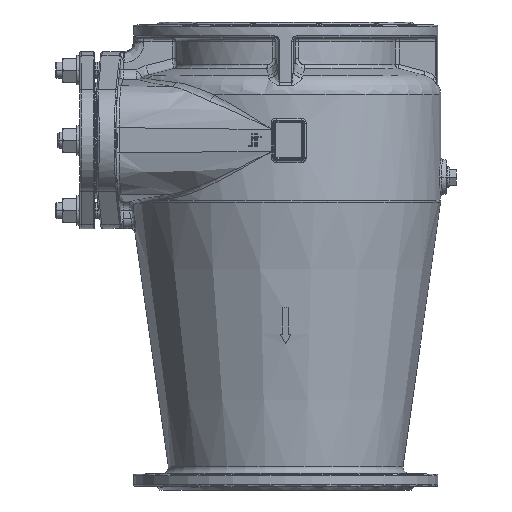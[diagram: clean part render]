
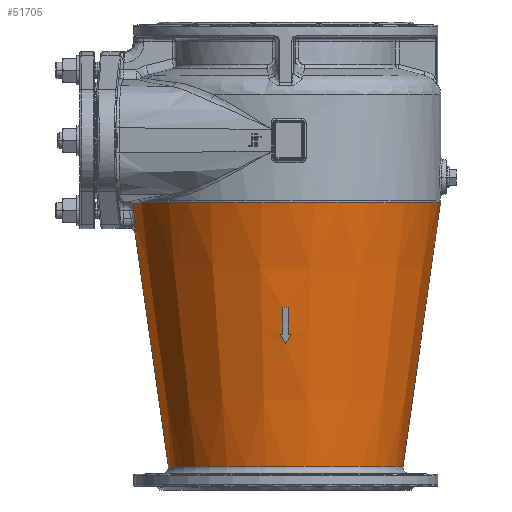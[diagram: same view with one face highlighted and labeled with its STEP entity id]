
A CAD part, front view. The second image highlights one B-rep face of the part: STEP entity #51705.
In plain terms, the highlighted conical face has half-angle 8.12 degrees and reference radius 203.62 mm.
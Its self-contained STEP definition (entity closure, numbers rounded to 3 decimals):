
#18375=DIRECTION('',(0.141,0.,0.99));
#18376=VECTOR('',#18375,397.583);
#18377=CARTESIAN_POINT('',(175.54,0.,
-487.205));
#18378=LINE('',#18377,#18376);
#18417=CARTESIAN_POINT('',(-225.415,0.,
-137.652));
#18423=DIRECTION('',(-0.141,0.,0.99));
#18424=VECTOR('',#18423,353.092);
#18425=CARTESIAN_POINT('',(-175.54,0.,
-487.205));
#18426=LINE('',#18425,#18424);
#18886=CARTESIAN_POINT('',(0.,0.,-487.205));
#18887=DIRECTION('',(0.,0.,1.));
#18888=DIRECTION('',(-1.,0.,0.));
#18889=AXIS2_PLACEMENT_3D('',#18886,#18887,#18888);
#18891=CARTESIAN_POINT('',(-224.918,-17.227,
-136.519));
#18892=CARTESIAN_POINT('',(-225.083,-14.36,
-136.898));
#18893=CARTESIAN_POINT('',(-225.332,-8.62,
-137.464));
#18894=CARTESIAN_POINT('',(-225.415,-2.874,
-137.652));
#18895=CARTESIAN_POINT('',(-225.415,0.,
-137.652));
#18897=CARTESIAN_POINT('',(-225.839,-35.088,
-115.691));
#18898=CARTESIAN_POINT('',(-225.59,-35.087,
-117.417));
#18899=CARTESIAN_POINT('',(-225.17,-34.686,
-120.758));
#18900=CARTESIAN_POINT('',(-224.744,-32.893,
-125.6));
#18901=CARTESIAN_POINT('',(-224.543,-30.052,
-129.783));
#18902=CARTESIAN_POINT('',(-224.529,-26.36,
-133.137));
#18903=CARTESIAN_POINT('',(-224.666,-21.954,
-135.505));
#18904=CARTESIAN_POINT('',(-224.824,-18.849,
-136.305));
#18905=CARTESIAN_POINT('',(-224.918,-17.227,
-136.519));
#18907=CARTESIAN_POINT('',(-227.406,-35.094,
-104.833));
#18908=CARTESIAN_POINT('',(-227.232,-35.093,
-106.038));
#18909=CARTESIAN_POINT('',(-226.884,-35.092,
-108.448));
#18910=CARTESIAN_POINT('',(-226.362,-35.09,
-112.068));
#18911=CARTESIAN_POINT('',(-226.013,-35.089,
-114.483));
#18912=CARTESIAN_POINT('',(-225.839,-35.088,
-115.691));
#18914=CARTESIAN_POINT('',(-227.245,-43.554,
-95.839));
#18915=CARTESIAN_POINT('',(-227.386,-42.796,
-95.868));
#18916=CARTESIAN_POINT('',(-227.622,-41.336,
-96.116));
#18917=CARTESIAN_POINT('',(-227.852,-39.254,
-97.063));
#18918=CARTESIAN_POINT('',(-227.938,-37.49,
-98.515));
#18919=CARTESIAN_POINT('',(-227.887,-36.135,
-100.377));
#18920=CARTESIAN_POINT('',(-227.706,-35.285,
-102.548));
#18921=CARTESIAN_POINT('',(-227.518,-35.095,
-104.054));
#18922=CARTESIAN_POINT('',(-227.406,-35.094,
-104.833));
#18924=CARTESIAN_POINT('',(-215.85,-84.222,
-93.608));
#18925=CARTESIAN_POINT('',(-218.351,-77.624,
-94.086));
#18926=CARTESIAN_POINT('',(-222.761,-64.212,
-94.943));
#18927=CARTESIAN_POINT('',(-225.955,-50.477,
-95.58));
#18928=CARTESIAN_POINT('',(-227.245,-43.554,
-95.839));
#18930=CARTESIAN_POINT('',(0.,0.,-93.608));
#18931=DIRECTION('',(0.,0.,1.));
#18932=DIRECTION('',(-0.932,-0.363,0.));
#18933=AXIS2_PLACEMENT_3D('',#18930,#18931,#18932);
#18935=CARTESIAN_POINT('',(0.,0.,-250.));
#18936=DIRECTION('',(0.,0.,1.));
#18937=DIRECTION('',(-0.019,-1.,0.));
#18938=AXIS2_PLACEMENT_3D('',#18935,#18936,#18937);
#18940=CARTESIAN_POINT('',(-4.,-203.638,-290.));
#18941=CARTESIAN_POINT('',(-4.,-204.588,-283.347));
#18942=CARTESIAN_POINT('',(-4.,-206.489,-270.028));
#18943=CARTESIAN_POINT('',(-4.,-208.393,-256.681));
#18944=CARTESIAN_POINT('',(-4.,-209.347,-250.));
#18946=CARTESIAN_POINT('',(0.,0.,-290.));
#18947=DIRECTION('',(0.,0.,1.));
#18948=DIRECTION('',(-0.039,-0.999,0.));
#18949=AXIS2_PLACEMENT_3D('',#18946,#18947,#18948);
#18951=CARTESIAN_POINT('',(-8.,-203.521,-290.));
#18952=CARTESIAN_POINT('',(-5.33,-202.965,
-294.624));
#18953=CARTESIAN_POINT('',(-2.664,-202.359,
-299.243));
#18954=CARTESIAN_POINT('',(0.,-201.701,
-303.856));
#18956=CARTESIAN_POINT('',(0.,-201.701,
-303.856));
#18957=CARTESIAN_POINT('',(2.664,-202.359,
-299.243));
#18958=CARTESIAN_POINT('',(5.33,-202.965,
-294.624));
#18959=CARTESIAN_POINT('',(8.,-203.521,-290.));
#18961=CARTESIAN_POINT('',(0.,0.,-290.));
#18962=DIRECTION('',(0.,0.,1.));
#18963=DIRECTION('',(0.02,-1.,0.));
#18964=AXIS2_PLACEMENT_3D('',#18961,#18962,#18963);
#18966=CARTESIAN_POINT('',(4.,-209.347,-250.));
#18967=CARTESIAN_POINT('',(4.,-208.393,-256.68));
#18968=CARTESIAN_POINT('',(4.,-206.489,-270.028));
#18969=CARTESIAN_POINT('',(4.,-204.588,-283.347));
#18970=CARTESIAN_POINT('',(4.,-203.638,-290.));
#23444=CARTESIAN_POINT('',(-4.,-209.347,-250.));
#23445=CARTESIAN_POINT('',(4.,-209.347,-250.));
#23446=VERTEX_POINT('',#23444);
#23447=VERTEX_POINT('',#23445);
#23448=VERTEX_POINT('',#18970);
#23449=CARTESIAN_POINT('',(8.,-203.521,-290.));
#23450=VERTEX_POINT('',#23449);
#23451=VERTEX_POINT('',#18956);
#23452=VERTEX_POINT('',#18951);
#23453=CARTESIAN_POINT('',(-4.,-203.638,-290.));
#23454=VERTEX_POINT('',#23453);
#25901=VERTEX_POINT('',#18417);
#25903=VERTEX_POINT('',#18891);
#25905=VERTEX_POINT('',#18897);
#25907=VERTEX_POINT('',#18907);
#25909=VERTEX_POINT('',#18914);
#25911=VERTEX_POINT('',#18924);
#25916=CARTESIAN_POINT('',(231.699,0.,
-93.608));
#25917=VERTEX_POINT('',#25916);
#26054=CARTESIAN_POINT('',(-175.54,0.,-487.205));
#26055=CARTESIAN_POINT('',(175.54,0.,
-487.205));
#26056=VERTEX_POINT('',#26054);
#26057=VERTEX_POINT('',#26055);
#51670=CARTESIAN_POINT('',(0.,0.,-290.406));
#51671=DIRECTION('',(0.,0.,1.));
#51672=DIRECTION('',(-1.,0.,0.));
#51673=AXIS2_PLACEMENT_3D('',#51670,#51671,#51672);
#51674=CONICAL_SURFACE('',#51673,203.62,8.12);
#51675=ORIENTED_EDGE('',*,*,#51664,.F.);
#51676=ORIENTED_EDGE('',*,*,#51502,.T.);
#51678=ORIENTED_EDGE('',*,*,#51677,.F.);
#51680=ORIENTED_EDGE('',*,*,#51679,.F.);
#51682=ORIENTED_EDGE('',*,*,#51681,.F.);
#51683=ORIENTED_EDGE('',*,*,#51391,.F.);
#51684=ORIENTED_EDGE('',*,*,#51422,.F.);
#51685=ORIENTED_EDGE('',*,*,#51477,.T.);
#51686=ORIENTED_EDGE('',*,*,#51491,.F.);
#51687=EDGE_LOOP('',(#51675,#51676,#51678,#51680,#51682,#51683,#51684,#51685,
#51686));
#51688=FACE_OUTER_BOUND('',#51687,.F.);
#51690=ORIENTED_EDGE('',*,*,#51689,.F.);
#51692=ORIENTED_EDGE('',*,*,#51691,.F.);
#51694=ORIENTED_EDGE('',*,*,#51693,.F.);
#51696=ORIENTED_EDGE('',*,*,#51695,.T.);
#51698=ORIENTED_EDGE('',*,*,#51697,.T.);
#51700=ORIENTED_EDGE('',*,*,#51699,.F.);
#51702=ORIENTED_EDGE('',*,*,#51701,.F.);
#51703=EDGE_LOOP('',(#51690,#51692,#51694,#51696,#51698,#51700,#51702));
#51704=FACE_BOUND('',#51703,.F.);
#18890=CIRCLE('',#18889,175.54);
#18896=B_SPLINE_CURVE_WITH_KNOTS('',3,(#18891,#18892,#18893,#18894,#18895),
.UNSPECIFIED.,.F.,.F.,(4,1,4),(0.,0.5,1.),.UNSPECIFIED.);
#18906=B_SPLINE_CURVE_WITH_KNOTS('',3,(#18897,#18898,#18899,#18900,#18901,
#18902,#18903,#18904,#18905),.UNSPECIFIED.,.F.,.F.,(4,1,1,1,1,1,4),(0.,
0.167,0.333,0.5,0.667,0.833,
1.),.UNSPECIFIED.);
#18913=B_SPLINE_CURVE_WITH_KNOTS('',3,(#18907,#18908,#18909,#18910,#18911,
#18912),.UNSPECIFIED.,.F.,.F.,(4,1,1,4),(0.,0.333,
0.667,1.),.UNSPECIFIED.);
#18923=B_SPLINE_CURVE_WITH_KNOTS('',3,(#18914,#18915,#18916,#18917,#18918,
#18919,#18920,#18921,#18922),.UNSPECIFIED.,.F.,.F.,(4,1,1,1,1,1,4),(0.,
0.167,0.333,0.5,0.667,0.833,
1.),.UNSPECIFIED.);
#18929=B_SPLINE_CURVE_WITH_KNOTS('',3,(#18924,#18925,#18926,#18927,#18928),
.UNSPECIFIED.,.F.,.F.,(4,1,4),(0.,0.5,1.),.UNSPECIFIED.);
#18934=CIRCLE('',#18933,231.699);
#18939=CIRCLE('',#18938,209.385);
#18945=B_SPLINE_CURVE_WITH_KNOTS('',3,(#18940,#18941,#18942,#18943,#18944),
.UNSPECIFIED.,.F.,.F.,(4,1,4),(0.,0.5,1.),.UNSPECIFIED.);
#18950=CIRCLE('',#18949,203.678);
#18955=B_SPLINE_CURVE_WITH_KNOTS('',3,(#18951,#18952,#18953,#18954),
.UNSPECIFIED.,.F.,.F.,(4,4),(0.,1.),.UNSPECIFIED.);
#18960=B_SPLINE_CURVE_WITH_KNOTS('',3,(#18956,#18957,#18958,#18959),
.UNSPECIFIED.,.F.,.F.,(4,4),(0.,1.),.UNSPECIFIED.);
#18965=CIRCLE('',#18964,203.678);
#18971=B_SPLINE_CURVE_WITH_KNOTS('',3,(#18966,#18967,#18968,#18969,#18970),
.UNSPECIFIED.,.F.,.F.,(4,1,4),(0.,0.5,1.),.UNSPECIFIED.);
#51391=EDGE_CURVE('',#25909,#25907,#18923,.T.);
#51422=EDGE_CURVE('',#25911,#25909,#18929,.T.);
#51477=EDGE_CURVE('',#25911,#25917,#18934,.T.);
#51491=EDGE_CURVE('',#26057,#25917,#18378,.T.);
#51502=EDGE_CURVE('',#26056,#25901,#18426,.T.);
#51664=EDGE_CURVE('',#26056,#26057,#18890,.T.);
#51677=EDGE_CURVE('',#25903,#25901,#18896,.T.);
#51679=EDGE_CURVE('',#25905,#25903,#18906,.T.);
#51681=EDGE_CURVE('',#25907,#25905,#18913,.T.);
#51689=EDGE_CURVE('',#23446,#23447,#18939,.T.);
#51691=EDGE_CURVE('',#23454,#23446,#18945,.T.);
#51693=EDGE_CURVE('',#23452,#23454,#18950,.T.);
#51695=EDGE_CURVE('',#23452,#23451,#18955,.T.);
#51697=EDGE_CURVE('',#23451,#23450,#18960,.T.);
#51699=EDGE_CURVE('',#23448,#23450,#18965,.T.);
#51701=EDGE_CURVE('',#23447,#23448,#18971,.T.);
#51705=ADVANCED_FACE('',(#51688,#51704),#51674,.T.);
